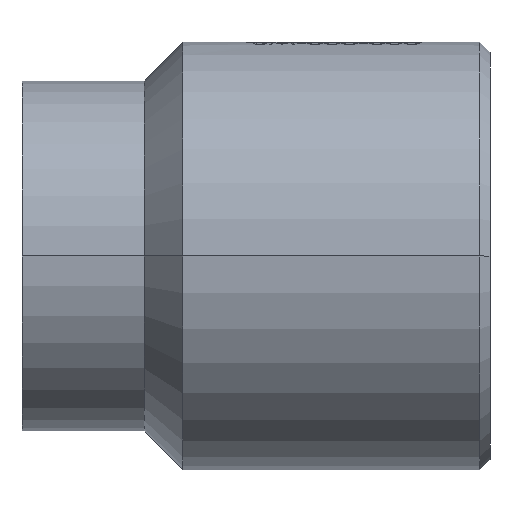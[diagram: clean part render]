
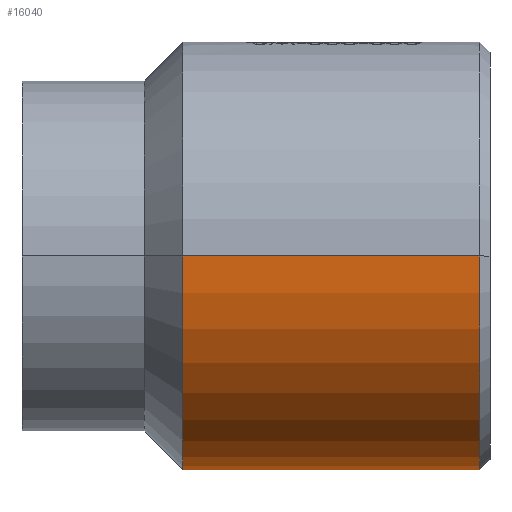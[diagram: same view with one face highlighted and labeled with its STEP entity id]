
A CAD part, front view. The second image highlights one B-rep face of the part: STEP entity #16040.
In plain terms, the highlighted cylindrical face has radius 10.5 mm (diameter 21 mm), a partial arc.
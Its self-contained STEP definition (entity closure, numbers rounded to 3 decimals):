
#457 = LINE ( 'NONE', #9392, #14917 ) ;
#947 = FACE_OUTER_BOUND ( 'NONE', #2385, .T. ) ;
#1266 = LINE ( 'NONE', #12780, #17644 ) ;
#1384 = VERTEX_POINT ( 'NONE', #9422 ) ;
#2060 = CARTESIAN_POINT ( 'NONE',  ( -15.1, -10.5, 0. ) ) ;
#2092 = ORIENTED_EDGE ( 'NONE', *, *, #4195, .T. ) ;
#2385 = EDGE_LOOP ( 'NONE', ( #12802, #17151, #2092, #15126 ) ) ;
#2831 = VERTEX_POINT ( 'NONE', #14150 ) ;
#2957 = DIRECTION ( 'NONE',  ( 1., 0., 0. ) ) ;
#3752 = AXIS2_PLACEMENT_3D ( 'NONE', #10358, #10488, #7629 ) ;
#4195 = EDGE_CURVE ( 'NONE', #1384, #2831, #457, .T. ) ;
#4614 = CARTESIAN_POINT ( 'NONE',  ( 0., 0., 0. ) ) ;
#5785 = VERTEX_POINT ( 'NONE', #9838 ) ;
#6109 = CARTESIAN_POINT ( 'NONE',  ( -0.5, 0., 0. ) ) ;
#6373 = DIRECTION ( 'NONE',  ( 0., 1., 0. ) ) ;
#7436 = DIRECTION ( 'NONE',  ( 0., 1., 0. ) ) ;
#7590 = AXIS2_PLACEMENT_3D ( 'NONE', #6109, #15956, #6373 ) ;
#7629 = DIRECTION ( 'NONE',  ( 0., 1., 0. ) ) ;
#8298 = EDGE_CURVE ( 'NONE', #13970, #5785, #1266, .T. ) ;
#8752 = CIRCLE ( 'NONE', #3752, 10.5 ) ;
#9392 = CARTESIAN_POINT ( 'NONE',  ( 0., 10.5, 0. ) ) ;
#9422 = CARTESIAN_POINT ( 'NONE',  ( -15.1, 10.5, 0. ) ) ;
#9838 = CARTESIAN_POINT ( 'NONE',  ( -0.5, -10.5, 0. ) ) ;
#10358 = CARTESIAN_POINT ( 'NONE',  ( -15.1, 0., 0. ) ) ;
#10488 = DIRECTION ( 'NONE',  ( 1., 0., 0. ) ) ;
#11608 = CIRCLE ( 'NONE', #7590, 10.5 ) ;
#12780 = CARTESIAN_POINT ( 'NONE',  ( 0., -10.5, 0. ) ) ;
#12802 = ORIENTED_EDGE ( 'NONE', *, *, #8298, .F. ) ;
#12949 = CYLINDRICAL_SURFACE ( 'NONE', #16975, 10.5 ) ;
#13970 = VERTEX_POINT ( 'NONE', #2060 ) ;
#14150 = CARTESIAN_POINT ( 'NONE',  ( -0.5, 10.5, 0. ) ) ;
#14917 = VECTOR ( 'NONE', #16428, 1000. ) ;
#15126 = ORIENTED_EDGE ( 'NONE', *, *, #16120, .T. ) ;
#15840 = DIRECTION ( 'NONE',  ( 1., 0., 0. ) ) ;
#15956 = DIRECTION ( 'NONE',  ( -1., 0., 0. ) ) ;
#16040 = ADVANCED_FACE ( 'NONE', ( #947 ), #12949, .T. ) ;
#16120 = EDGE_CURVE ( 'NONE', #2831, #5785, #11608, .T. ) ;
#16428 = DIRECTION ( 'NONE',  ( 1., 0., 0. ) ) ;
#16975 = AXIS2_PLACEMENT_3D ( 'NONE', #4614, #15840, #7436 ) ;
#17151 = ORIENTED_EDGE ( 'NONE', *, *, #17798, .T. ) ;
#17644 = VECTOR ( 'NONE', #2957, 1000. ) ;
#17798 = EDGE_CURVE ( 'NONE', #13970, #1384, #8752, .T. ) ;
